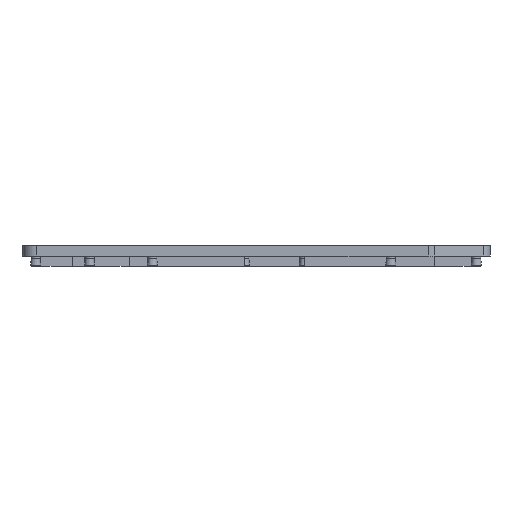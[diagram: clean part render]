
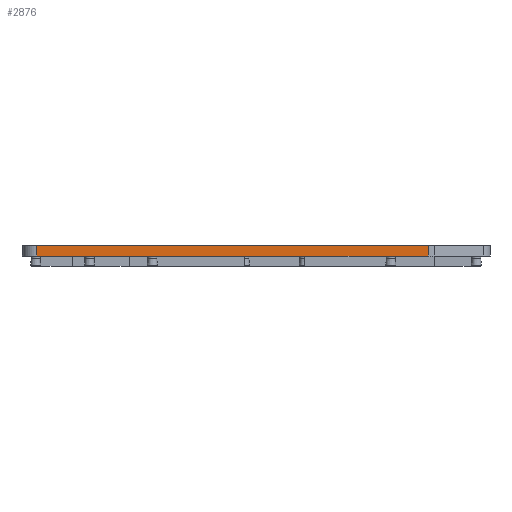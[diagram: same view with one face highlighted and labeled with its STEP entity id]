
A CAD part, front view. The second image highlights one B-rep face of the part: STEP entity #2876.
In plain terms, the highlighted planar face has unit normal (0, -1, 0).
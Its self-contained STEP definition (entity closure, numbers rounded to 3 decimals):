
#67=DIRECTION('',(1.,0.,0.));
#68=VECTOR('',#67,85.477);
#69=CARTESIAN_POINT('',(-41.298,0.,0.));
#70=LINE('',#69,#68);
#453=DIRECTION('',(1.,0.,0.));
#454=VECTOR('',#453,85.477);
#455=CARTESIAN_POINT('',(-41.298,0.,-2.2));
#456=LINE('',#455,#454);
#1074=DIRECTION('',(0.,0.,-1.));
#1075=VECTOR('',#1074,2.2);
#1076=CARTESIAN_POINT('',(-41.298,0.,0.));
#1077=LINE('',#1076,#1075);
#1078=DIRECTION('',(0.,0.,-1.));
#1079=VECTOR('',#1078,2.2);
#1080=CARTESIAN_POINT('',(44.179,0.,0.));
#1081=LINE('',#1080,#1079);
#1142=CARTESIAN_POINT('',(-41.298,0.,0.));
#1143=VERTEX_POINT('',#1142);
#1144=CARTESIAN_POINT('',(44.179,0.,0.));
#1145=VERTEX_POINT('',#1144);
#1206=CARTESIAN_POINT('',(-41.298,0.,-2.2));
#1207=VERTEX_POINT('',#1206);
#1208=CARTESIAN_POINT('',(44.179,0.,-2.2));
#1209=VERTEX_POINT('',#1208);
#2864=CARTESIAN_POINT('',(-41.298,0.,0.));
#2865=DIRECTION('',(0.,-1.,0.));
#2866=DIRECTION('',(1.,0.,0.));
#2867=AXIS2_PLACEMENT_3D('',#2864,#2865,#2866);
#2868=PLANE('',#2867);
#2869=ORIENTED_EDGE('',*,*,#1457,.T.);
#2871=ORIENTED_EDGE('',*,*,#2870,.T.);
#2872=ORIENTED_EDGE('',*,*,#1657,.F.);
#2873=ORIENTED_EDGE('',*,*,#2857,.F.);
#2874=EDGE_LOOP('',(#2869,#2871,#2872,#2873));
#2875=FACE_OUTER_BOUND('',#2874,.F.);
#2876=ADVANCED_FACE('',(#2875),#2868,.T.);
#1457=EDGE_CURVE('',#1143,#1145,#70,.T.);
#1657=EDGE_CURVE('',#1207,#1209,#456,.T.);
#2857=EDGE_CURVE('',#1143,#1207,#1077,.T.);
#2870=EDGE_CURVE('',#1145,#1209,#1081,.T.);
